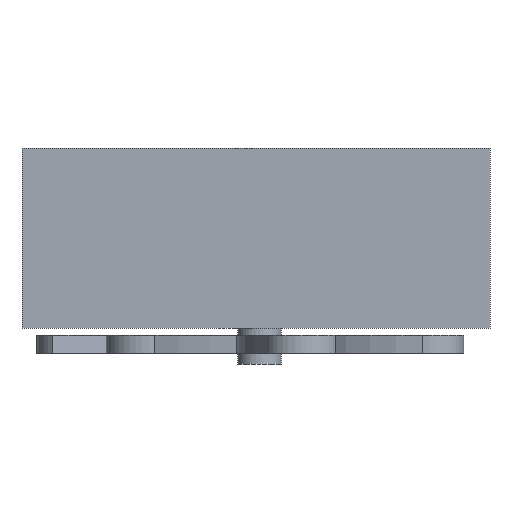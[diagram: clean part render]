
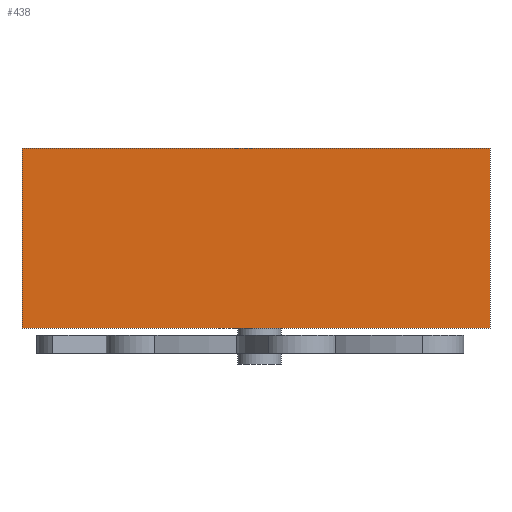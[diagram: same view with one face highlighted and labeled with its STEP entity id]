
A CAD part, front view. The second image highlights one B-rep face of the part: STEP entity #438.
In plain terms, the highlighted planar face has unit normal (0, -1, 0).
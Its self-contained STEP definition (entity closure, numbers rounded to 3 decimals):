
#29=FACE_OUTER_BOUND('',#675,.T.);
#97=LINE('',#2206,#176);
#105=LINE('',#2222,#184);
#106=LINE('',#2224,#185);
#107=LINE('',#2225,#186);
#176=VECTOR('',#1778,1.);
#184=VECTOR('',#1790,1.);
#185=VECTOR('',#1793,1.);
#186=VECTOR('',#1794,1.);
#370=PLANE('',#1519);
#438=ADVANCED_FACE('',(#29),#370,.T.);
#675=EDGE_LOOP('',(#822,#823,#824,#825));
#822=ORIENTED_EDGE('',*,*,#1246,.F.);
#823=ORIENTED_EDGE('',*,*,#1245,.F.);
#824=ORIENTED_EDGE('',*,*,#1247,.T.);
#825=ORIENTED_EDGE('',*,*,#1237,.T.);
#1112=VERTEX_POINT('',#2204);
#1114=VERTEX_POINT('',#2207);
#1118=VERTEX_POINT('',#2219);
#1119=VERTEX_POINT('',#2221);
#1237=EDGE_CURVE('',#1114,#1112,#97,.T.);
#1245=EDGE_CURVE('',#1119,#1118,#105,.T.);
#1246=EDGE_CURVE('',#1118,#1112,#106,.T.);
#1247=EDGE_CURVE('',#1119,#1114,#107,.T.);
#1519=AXIS2_PLACEMENT_3D('',#2226,#1795,#1796);
#1778=DIRECTION('',(0.,0.,-1.));
#1790=DIRECTION('',(0.,0.,-1.));
#1793=DIRECTION('',(-1.,0.,0.));
#1794=DIRECTION('',(-1.,0.,0.));
#1795=DIRECTION('',(0.,-1.,0.));
#1796=DIRECTION('',(0.,0.,-1.));
#2204=CARTESIAN_POINT('',(-66.,-68.,-25.));
#2206=CARTESIAN_POINT('',(-66.,-68.,25.));
#2207=CARTESIAN_POINT('',(-66.,-68.,25.));
#2219=CARTESIAN_POINT('',(64.,-68.,-25.));
#2221=CARTESIAN_POINT('',(64.,-68.,25.));
#2222=CARTESIAN_POINT('',(64.,-68.,25.));
#2224=CARTESIAN_POINT('',(64.,-68.,-25.));
#2225=CARTESIAN_POINT('',(64.,-68.,25.));
#2226=CARTESIAN_POINT('',(64.,-68.,25.));
